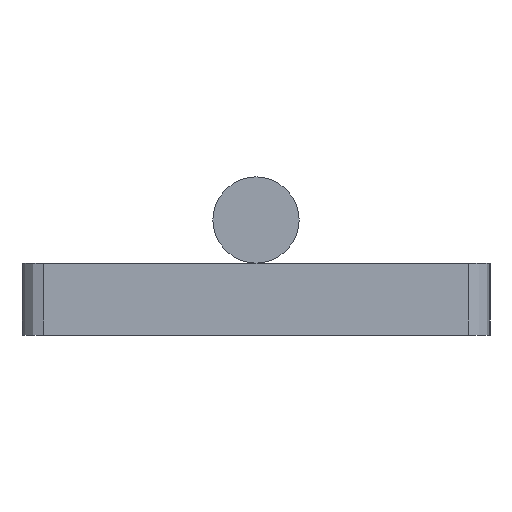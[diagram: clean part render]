
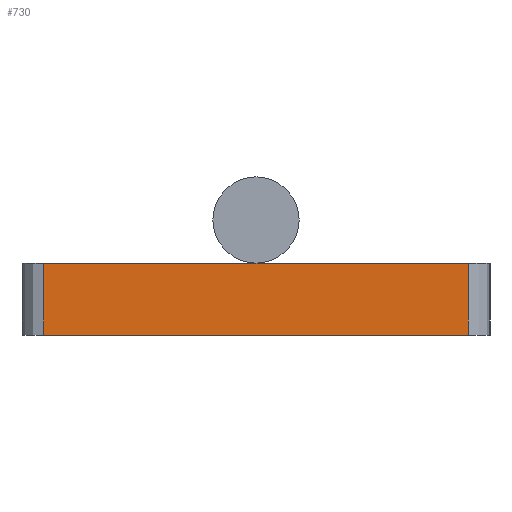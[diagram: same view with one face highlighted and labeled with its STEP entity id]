
A CAD part, left-side view. The second image highlights one B-rep face of the part: STEP entity #730.
In plain terms, the highlighted planar face has unit normal (-1, 0, 0).
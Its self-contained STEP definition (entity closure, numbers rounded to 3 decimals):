
#1 = LINE ( 'NONE', #425, #875 ) ;
#2 = DIRECTION ( 'NONE',  ( 0., -1., 0. ) ) ;
#29 = EDGE_CURVE ( 'NONE', #993, #984, #751, .T. ) ;
#37 = CARTESIAN_POINT ( 'NONE',  ( -150., 29.5, -10. ) ) ;
#98 = CARTESIAN_POINT ( 'NONE',  ( -150., -29.5, 0. ) ) ;
#130 = LINE ( 'NONE', #470, #735 ) ;
#169 = CARTESIAN_POINT ( 'NONE',  ( -150., 29.5, 0. ) ) ;
#184 = ORIENTED_EDGE ( 'NONE', *, *, #539, .T. ) ;
#189 = CARTESIAN_POINT ( 'NONE',  ( -150., 29.5, -10. ) ) ;
#236 = EDGE_CURVE ( 'NONE', #921, #984, #1, .T. ) ;
#317 = CARTESIAN_POINT ( 'NONE',  ( -150., -32.5, -10. ) ) ;
#321 = PLANE ( 'NONE',  #847 ) ;
#322 = VERTEX_POINT ( 'NONE', #189 ) ;
#334 = CARTESIAN_POINT ( 'NONE',  ( -150., -32.5, 0. ) ) ;
#425 = CARTESIAN_POINT ( 'NONE',  ( -150., -29.5, -10. ) ) ;
#430 = DIRECTION ( 'NONE',  ( 0., -1., 0. ) ) ;
#470 = CARTESIAN_POINT ( 'NONE',  ( -150., -32.5, -10. ) ) ;
#492 = DIRECTION ( 'NONE',  ( -1., 0., 0. ) ) ;
#530 = ORIENTED_EDGE ( 'NONE', *, *, #778, .T. ) ;
#539 = EDGE_CURVE ( 'NONE', #993, #322, #954, .T. ) ;
#579 = ORIENTED_EDGE ( 'NONE', *, *, #236, .T. ) ;
#656 = DIRECTION ( 'NONE',  ( 0., 0., 1. ) ) ;
#730 = ADVANCED_FACE ( 'NONE', ( #731 ), #321, .T. ) ;
#731 = FACE_OUTER_BOUND ( 'NONE', #944, .T. ) ;
#735 = VECTOR ( 'NONE', #2, 1000. ) ;
#751 = LINE ( 'NONE', #334, #962 ) ;
#778 = EDGE_CURVE ( 'NONE', #322, #921, #130, .T. ) ;
#800 = DIRECTION ( 'NONE',  ( 0., 0., -1. ) ) ;
#847 = AXIS2_PLACEMENT_3D ( 'NONE', #317, #492, #656 ) ;
#860 = CARTESIAN_POINT ( 'NONE',  ( -150., -29.5, -10. ) ) ;
#862 = DIRECTION ( 'NONE',  ( 0., 0., 1. ) ) ;
#875 = VECTOR ( 'NONE', #862, 1000. ) ;
#921 = VERTEX_POINT ( 'NONE', #860 ) ;
#944 = EDGE_LOOP ( 'NONE', ( #530, #579, #1077, #184 ) ) ;
#954 = LINE ( 'NONE', #37, #999 ) ;
#962 = VECTOR ( 'NONE', #430, 1000. ) ;
#984 = VERTEX_POINT ( 'NONE', #98 ) ;
#993 = VERTEX_POINT ( 'NONE', #169 ) ;
#999 = VECTOR ( 'NONE', #800, 1000. ) ;
#1077 = ORIENTED_EDGE ( 'NONE', *, *, #29, .F. ) ;
